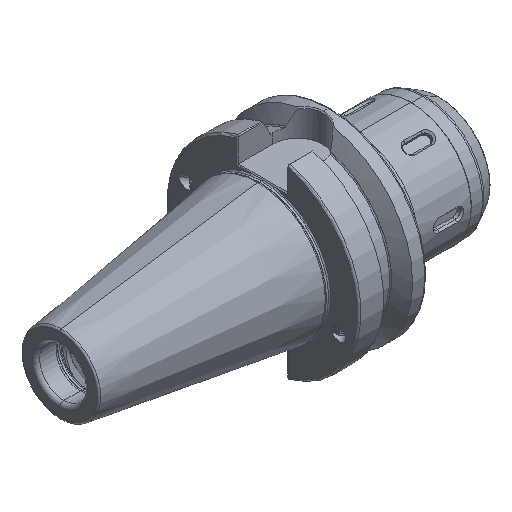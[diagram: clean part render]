
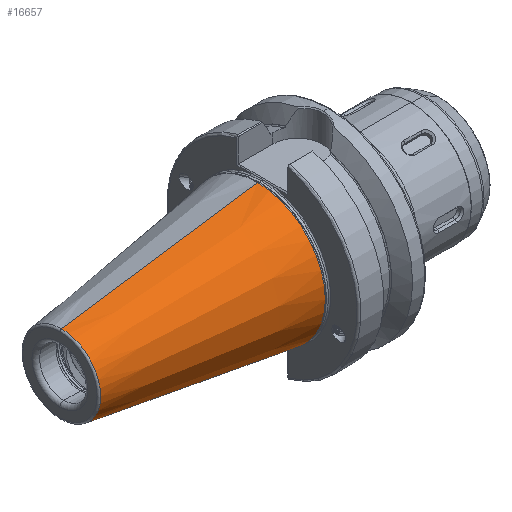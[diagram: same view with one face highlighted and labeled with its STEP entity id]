
A CAD part, isometric view. The second image highlights one B-rep face of the part: STEP entity #16657.
In plain terms, the highlighted conical face has half-angle 8.297 degrees and reference radius 34.998 mm.
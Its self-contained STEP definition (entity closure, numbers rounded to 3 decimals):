
#1006 = CARTESIAN_POINT ( 'NONE',  ( -103.944, 0., 0. ) ) ;
#1010 = DIRECTION ( 'NONE',  ( 0., 0., -1. ) ) ;
#1035 = DIRECTION ( 'NONE',  ( 1., 0., 0. ) ) ;
#1301 = DIRECTION ( 'NONE',  ( 1., 0., 0. ) ) ;
#1402 = CARTESIAN_POINT ( 'NONE',  ( -2.5, 0., 0. ) ) ;
#1405 = DIRECTION ( 'NONE',  ( 0., 0., -1. ) ) ;
#1629 = VERTEX_POINT ( 'NONE', #34184 ) ;
#1772 = VERTEX_POINT ( 'NONE', #34294 ) ;
#1803 = VERTEX_POINT ( 'NONE', #34215 ) ;
#1872 = VERTEX_POINT ( 'NONE', #34268 ) ;
#6958 = EDGE_LOOP ( 'NONE', ( #7590, #7568, #7509, #7520 ) ) ;
#7509 = ORIENTED_EDGE ( 'NONE', *, *, #32574, .T. ) ;
#7520 = ORIENTED_EDGE ( 'NONE', *, *, #17379, .F. ) ;
#7568 = ORIENTED_EDGE ( 'NONE', *, *, #17359, .T. ) ;
#7590 = ORIENTED_EDGE ( 'NONE', *, *, #17107, .F. ) ;
#8139 = CIRCLE ( 'NONE', #32622, 20.204 ) ;
#8159 = CIRCLE ( 'NONE', #32633, 34.998 ) ;
#12634 = CARTESIAN_POINT ( 'NONE',  ( -2.5, 0., 0. ) ) ;
#12643 = DIRECTION ( 'NONE',  ( 0., 0., -1. ) ) ;
#12677 = DIRECTION ( 'NONE',  ( 1., 0., 0. ) ) ;
#13122 = CONICAL_SURFACE ( 'NONE', #17982, 34.998, 0.145 ) ;
#13157 = FACE_OUTER_BOUND ( 'NONE', #6958, .T. ) ;
#14341 = LINE ( 'NONE', #33049, #14344 ) ;
#14344 = VECTOR ( 'NONE', #33081, 1000. ) ;
#16657 = ADVANCED_FACE ( 'NONE', ( #13157 ), #13122, .T. ) ;
#17107 = EDGE_CURVE ( 'NONE', #1872, #1772, #14341, .T. ) ;
#17359 = EDGE_CURVE ( 'NONE', #1872, #1629, #8139, .T. ) ;
#17379 = EDGE_CURVE ( 'NONE', #1772, #1803, #8159, .T. ) ;
#17982 = AXIS2_PLACEMENT_3D ( 'NONE', #12634, #12677, #12643 ) ;
#25599 = LINE ( 'NONE', #26595, #25613 ) ;
#25613 = VECTOR ( 'NONE', #26592, 1000. ) ;
#26592 = DIRECTION ( 'NONE',  ( 0.99, 0., -0.144 ) ) ;
#26595 = CARTESIAN_POINT ( 'NONE',  ( -2.5, 0., -34.998 ) ) ;
#32574 = EDGE_CURVE ( 'NONE', #1629, #1803, #25599, .T. ) ;
#32622 = AXIS2_PLACEMENT_3D ( 'NONE', #1006, #1035, #1010 ) ;
#32633 = AXIS2_PLACEMENT_3D ( 'NONE', #1402, #1301, #1405 ) ;
#33049 = CARTESIAN_POINT ( 'NONE',  ( -2.5, 0., 34.998 ) ) ;
#33081 = DIRECTION ( 'NONE',  ( 0.99, 0., 0.144 ) ) ;
#34184 = CARTESIAN_POINT ( 'NONE',  ( -103.944, 0., -20.204 ) ) ;
#34215 = CARTESIAN_POINT ( 'NONE',  ( -2.5, 0., -34.998 ) ) ;
#34268 = CARTESIAN_POINT ( 'NONE',  ( -103.944, 0., 20.204 ) ) ;
#34294 = CARTESIAN_POINT ( 'NONE',  ( -2.5, 0., 34.998 ) ) ;
